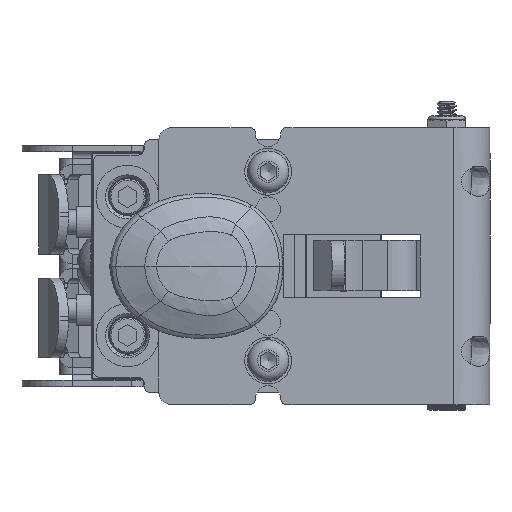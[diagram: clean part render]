
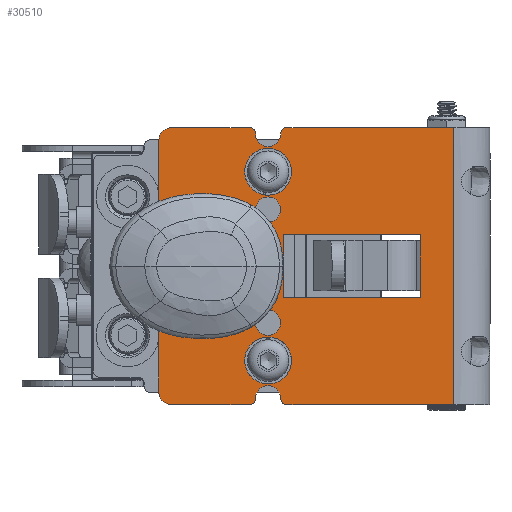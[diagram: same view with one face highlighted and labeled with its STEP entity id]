
A CAD part, left-side view. The second image highlights one B-rep face of the part: STEP entity #30510.
In plain terms, the highlighted planar face has unit normal (-1, 0, 0).
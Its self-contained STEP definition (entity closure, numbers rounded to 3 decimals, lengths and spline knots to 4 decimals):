
#978=FACE_BOUND('',#5389,.T.);
#979=FACE_BOUND('',#5390,.T.);
#980=FACE_BOUND('',#5391,.T.);
#981=FACE_BOUND('',#5392,.T.);
#982=FACE_BOUND('',#5393,.T.);
#983=FACE_BOUND('',#5394,.T.);
#1267=PLANE('',#32355);
#2247=CIRCLE('',#32257,0.0625);
#2268=CIRCLE('',#32280,0.125);
#2269=CIRCLE('',#32282,0.0625);
#2270=CIRCLE('',#32284,0.0625);
#2271=CIRCLE('',#32286,0.125);
#2272=CIRCLE('',#32288,0.0625);
#2273=CIRCLE('',#32291,0.125);
#2274=CIRCLE('',#32294,0.125);
#2275=CIRCLE('',#32297,0.25);
#2276=CIRCLE('',#32299,0.572);
#2277=CIRCLE('',#32301,0.25);
#2308=CIRCLE('',#32348,0.125);
#2309=CIRCLE('',#32350,0.125);
#2310=CIRCLE('',#32352,0.125);
#2311=CIRCLE('',#32354,0.125);
#2312=CIRCLE('',#32356,0.4425);
#3645=FACE_OUTER_BOUND('',#5388,.T.);
#5388=EDGE_LOOP('',(#21211,#21212,#21213,#21214,#21215,#21216,#21217,#21218,
#21219,#21220,#21221,#21222,#21223,#21224,#21225,#21226,#21227,#21228));
#5389=EDGE_LOOP('',(#21229,#21230,#21231,#21232));
#5390=EDGE_LOOP('',(#21233));
#5391=EDGE_LOOP('',(#21234));
#5392=EDGE_LOOP('',(#21235));
#5393=EDGE_LOOP('',(#21236));
#5394=EDGE_LOOP('',(#21237));
#7391=LINE('',#42936,#9599);
#7394=LINE('',#42944,#9602);
#7397=LINE('',#42952,#9605);
#7402=LINE('',#42968,#9610);
#7403=LINE('',#42972,#9611);
#7406=LINE('',#42977,#9614);
#7408=LINE('',#42981,#9616);
#7410=LINE('',#42984,#9618);
#7425=LINE('',#43082,#9633);
#7426=LINE('',#43084,#9634);
#7427=LINE('',#43085,#9635);
#9599=VECTOR('',#35011,0.3937);
#9602=VECTOR('',#35020,0.3937);
#9605=VECTOR('',#35029,0.3937);
#9610=VECTOR('',#35048,0.3937);
#9611=VECTOR('',#35051,0.3937);
#9614=VECTOR('',#35056,0.3937);
#9616=VECTOR('',#35060,0.3937);
#9618=VECTOR('',#35064,0.3937);
#9633=VECTOR('',#35177,0.3937);
#9634=VECTOR('',#35178,0.3937);
#9635=VECTOR('',#35179,0.3937);
#12972=VERTEX_POINT('',#42844);
#12973=VERTEX_POINT('',#42846);
#13004=VERTEX_POINT('',#42912);
#13005=VERTEX_POINT('',#42916);
#13006=VERTEX_POINT('',#42920);
#13007=VERTEX_POINT('',#42921);
#13008=VERTEX_POINT('',#42926);
#13009=VERTEX_POINT('',#42930);
#13010=VERTEX_POINT('',#42934);
#13011=VERTEX_POINT('',#42938);
#13012=VERTEX_POINT('',#42940);
#13013=VERTEX_POINT('',#42946);
#13014=VERTEX_POINT('',#42947);
#13015=VERTEX_POINT('',#42954);
#13016=VERTEX_POINT('',#42956);
#13017=VERTEX_POINT('',#42960);
#13018=VERTEX_POINT('',#42964);
#13019=VERTEX_POINT('',#42970);
#13020=VERTEX_POINT('',#42971);
#13021=VERTEX_POINT('',#42976);
#13022=VERTEX_POINT('',#42980);
#13053=VERTEX_POINT('',#43066);
#13054=VERTEX_POINT('',#43070);
#13055=VERTEX_POINT('',#43074);
#13056=VERTEX_POINT('',#43078);
#13057=VERTEX_POINT('',#43083);
#13058=VERTEX_POINT('',#43086);
#16274=EDGE_CURVE('',#12972,#12973,#2247,.T.);
#16307=EDGE_CURVE('',#13004,#12973,#2268,.T.);
#16309=EDGE_CURVE('',#13004,#13005,#2269,.T.);
#16311=EDGE_CURVE('',#13006,#13007,#2270,.T.);
#16315=EDGE_CURVE('',#13006,#13008,#2271,.T.);
#16317=EDGE_CURVE('',#13009,#13008,#2272,.T.);
#16319=EDGE_CURVE('',#13010,#13009,#7391,.T.);
#16321=EDGE_CURVE('',#13011,#13012,#2273,.T.);
#16323=EDGE_CURVE('',#13007,#13011,#7394,.T.);
#16324=EDGE_CURVE('',#13013,#13014,#2274,.T.);
#16327=EDGE_CURVE('',#13014,#12972,#7397,.T.);
#16329=EDGE_CURVE('',#13015,#13016,#2275,.T.);
#16332=EDGE_CURVE('',#13015,#13017,#2276,.T.);
#16334=EDGE_CURVE('',#13018,#13017,#2277,.T.);
#16335=EDGE_CURVE('',#13018,#13012,#7402,.T.);
#16336=EDGE_CURVE('',#13019,#13020,#7403,.T.);
#16339=EDGE_CURVE('',#13020,#13021,#7406,.T.);
#16341=EDGE_CURVE('',#13021,#13022,#7408,.T.);
#16343=EDGE_CURVE('',#13022,#13019,#7410,.T.);
#16384=EDGE_CURVE('',#13053,#13053,#2308,.T.);
#16386=EDGE_CURVE('',#13054,#13054,#2309,.T.);
#16388=EDGE_CURVE('',#13055,#13055,#2310,.T.);
#16390=EDGE_CURVE('',#13056,#13056,#2311,.T.);
#16392=EDGE_CURVE('',#13013,#13016,#7425,.T.);
#16393=EDGE_CURVE('',#13010,#13057,#7426,.T.);
#16394=EDGE_CURVE('',#13005,#13057,#7427,.T.);
#16395=EDGE_CURVE('',#13058,#13058,#2312,.T.);
#21211=ORIENTED_EDGE('',*,*,#16274,.F.);
#21212=ORIENTED_EDGE('',*,*,#16327,.F.);
#21213=ORIENTED_EDGE('',*,*,#16324,.F.);
#21214=ORIENTED_EDGE('',*,*,#16392,.T.);
#21215=ORIENTED_EDGE('',*,*,#16329,.F.);
#21216=ORIENTED_EDGE('',*,*,#16332,.T.);
#21217=ORIENTED_EDGE('',*,*,#16334,.F.);
#21218=ORIENTED_EDGE('',*,*,#16335,.T.);
#21219=ORIENTED_EDGE('',*,*,#16321,.F.);
#21220=ORIENTED_EDGE('',*,*,#16323,.F.);
#21221=ORIENTED_EDGE('',*,*,#16311,.F.);
#21222=ORIENTED_EDGE('',*,*,#16315,.T.);
#21223=ORIENTED_EDGE('',*,*,#16317,.F.);
#21224=ORIENTED_EDGE('',*,*,#16319,.F.);
#21225=ORIENTED_EDGE('',*,*,#16393,.T.);
#21226=ORIENTED_EDGE('',*,*,#16394,.F.);
#21227=ORIENTED_EDGE('',*,*,#16309,.F.);
#21228=ORIENTED_EDGE('',*,*,#16307,.T.);
#21229=ORIENTED_EDGE('',*,*,#16341,.T.);
#21230=ORIENTED_EDGE('',*,*,#16343,.T.);
#21231=ORIENTED_EDGE('',*,*,#16336,.T.);
#21232=ORIENTED_EDGE('',*,*,#16339,.T.);
#21233=ORIENTED_EDGE('',*,*,#16395,.T.);
#21234=ORIENTED_EDGE('',*,*,#16390,.T.);
#21235=ORIENTED_EDGE('',*,*,#16388,.T.);
#21236=ORIENTED_EDGE('',*,*,#16386,.T.);
#21237=ORIENTED_EDGE('',*,*,#16384,.T.);
#30510=ADVANCED_FACE('',(#3645,#978,#979,#980,#981,#982,#983),#1267,.F.);
#32257=AXIS2_PLACEMENT_3D('',#42847,#34926,#34927);
#32280=AXIS2_PLACEMENT_3D('',#42913,#34984,#34985);
#32282=AXIS2_PLACEMENT_3D('',#42917,#34989,#34990);
#32284=AXIS2_PLACEMENT_3D('',#42922,#34994,#34995);
#32286=AXIS2_PLACEMENT_3D('',#42928,#35001,#35002);
#32288=AXIS2_PLACEMENT_3D('',#42932,#35006,#35007);
#32291=AXIS2_PLACEMENT_3D('',#42941,#35015,#35016);
#32294=AXIS2_PLACEMENT_3D('',#42948,#35023,#35024);
#32297=AXIS2_PLACEMENT_3D('',#42957,#35033,#35034);
#32299=AXIS2_PLACEMENT_3D('',#42962,#35039,#35040);
#32301=AXIS2_PLACEMENT_3D('',#42966,#35044,#35045);
#32348=AXIS2_PLACEMENT_3D('',#43067,#35157,#35158);
#32350=AXIS2_PLACEMENT_3D('',#43071,#35162,#35163);
#32352=AXIS2_PLACEMENT_3D('',#43075,#35167,#35168);
#32354=AXIS2_PLACEMENT_3D('',#43079,#35172,#35173);
#32355=AXIS2_PLACEMENT_3D('',#43081,#35175,#35176);
#32356=AXIS2_PLACEMENT_3D('',#43087,#35180,#35181);
#34926=DIRECTION('center_axis',(1.,0.,0.));
#34927=DIRECTION('ref_axis',(0.,-0.708,0.706));
#34984=DIRECTION('center_axis',(1.,0.,0.));
#34985=DIRECTION('ref_axis',(0.,0.,-1.));
#34989=DIRECTION('center_axis',(1.,0.,0.));
#34990=DIRECTION('ref_axis',(0.,0.708,0.706));
#34994=DIRECTION('center_axis',(1.,0.,0.));
#34995=DIRECTION('ref_axis',(0.,-0.708,-0.706));
#35001=DIRECTION('center_axis',(1.,0.,0.));
#35002=DIRECTION('ref_axis',(0.,0.,-1.));
#35006=DIRECTION('center_axis',(1.,0.,0.));
#35007=DIRECTION('ref_axis',(0.,0.708,-0.706));
#35011=DIRECTION('',(0.,1.,0.));
#35015=DIRECTION('center_axis',(1.,0.,0.));
#35016=DIRECTION('ref_axis',(0.,0.707,-0.707));
#35020=DIRECTION('',(0.,1.,0.));
#35023=DIRECTION('center_axis',(1.,0.,0.));
#35024=DIRECTION('ref_axis',(0.,0.707,0.707));
#35029=DIRECTION('',(0.,-1.,0.));
#35033=DIRECTION('center_axis',(-1.,0.,0.));
#35034=DIRECTION('ref_axis',(0.,-0.914,-0.407));
#35039=DIRECTION('center_axis',(-1.,0.,0.));
#35040=DIRECTION('ref_axis',(0.,-0.525,0.851));
#35044=DIRECTION('center_axis',(-1.,0.,0.));
#35045=DIRECTION('ref_axis',(0.,-0.914,0.407));
#35048=DIRECTION('',(0.,0.,-1.));
#35051=DIRECTION('',(0.,1.,0.));
#35056=DIRECTION('',(0.,0.,1.));
#35060=DIRECTION('',(0.,-1.,0.));
#35064=DIRECTION('',(0.,0.,-1.));
#35157=DIRECTION('center_axis',(1.,0.,0.));
#35158=DIRECTION('ref_axis',(0.,0.,-1.));
#35162=DIRECTION('center_axis',(1.,0.,0.));
#35163=DIRECTION('ref_axis',(0.,0.,-1.));
#35167=DIRECTION('center_axis',(1.,0.,0.));
#35168=DIRECTION('ref_axis',(0.,0.,-1.));
#35172=DIRECTION('center_axis',(1.,0.,0.));
#35173=DIRECTION('ref_axis',(0.,0.,-1.));
#35175=DIRECTION('center_axis',(1.,0.,0.));
#35176=DIRECTION('ref_axis',(0.,1.,0.));
#35177=DIRECTION('',(0.,0.,-1.));
#35178=DIRECTION('',(0.,0.,1.));
#35179=DIRECTION('',(0.,-1.,0.));
#35180=DIRECTION('center_axis',(1.,0.,0.));
#35181=DIRECTION('ref_axis',(0.,0.,-1.));
#42844=CARTESIAN_POINT('',(0.,0.5966,1.375));
#42846=CARTESIAN_POINT('',(0.,0.5341,1.3123));
#42847=CARTESIAN_POINT('Origin',(0.,0.5966,1.3125));
#42912=CARTESIAN_POINT('',(0.,0.2841,1.3123));
#42913=CARTESIAN_POINT('Origin',(0.,0.4091,1.312));
#42916=CARTESIAN_POINT('',(0.,0.2216,1.375));
#42917=CARTESIAN_POINT('Origin',(0.,0.2216,1.3125));
#42920=CARTESIAN_POINT('',(0.,0.5341,-1.3123));
#42921=CARTESIAN_POINT('',(0.,0.5966,-1.375));
#42922=CARTESIAN_POINT('Origin',(0.,0.5966,-1.3125));
#42926=CARTESIAN_POINT('',(0.,0.2841,-1.3123));
#42928=CARTESIAN_POINT('Origin',(0.,0.4091,-1.312));
#42930=CARTESIAN_POINT('',(0.,0.2216,-1.375));
#42932=CARTESIAN_POINT('Origin',(0.,0.2216,-1.3125));
#42934=CARTESIAN_POINT('',(0.,-1.4349,-1.375));
#42936=CARTESIAN_POINT('',(0.,-1.7935,-1.375));
#42938=CARTESIAN_POINT('',(0.,1.3685,-1.375));
#42940=CARTESIAN_POINT('',(0.,1.4935,-1.25));
#42941=CARTESIAN_POINT('Origin',(0.,1.3685,-1.25));
#42944=CARTESIAN_POINT('',(0.,-1.7935,-1.375));
#42946=CARTESIAN_POINT('',(0.,1.4935,1.25));
#42947=CARTESIAN_POINT('',(0.,1.3685,1.375));
#42948=CARTESIAN_POINT('Origin',(0.,1.3685,1.25));
#42952=CARTESIAN_POINT('',(0.,1.7935,1.375));
#42954=CARTESIAN_POINT('',(0.,1.5762,0.4251));
#42956=CARTESIAN_POINT('',(0.,1.4935,0.6108));
#42957=CARTESIAN_POINT('Origin',(0.,1.7435,0.6108));
#42960=CARTESIAN_POINT('',(0.,1.5762,-0.4251));
#42962=CARTESIAN_POINT('Origin',(0.,1.1934,0.));
#42964=CARTESIAN_POINT('',(0.,1.4935,-0.6108));
#42966=CARTESIAN_POINT('Origin',(0.,1.7435,-0.6108));
#42968=CARTESIAN_POINT('',(0.,1.4935,-0.6875));
#42970=CARTESIAN_POINT('',(0.,-1.1015,-0.3125));
#42971=CARTESIAN_POINT('',(0.,0.261,-0.3125));
#42972=CARTESIAN_POINT('',(0.,-0.5507,-0.3125));
#42976=CARTESIAN_POINT('',(0.,0.261,0.3125));
#42977=CARTESIAN_POINT('',(0.,0.261,-0.1563));
#42980=CARTESIAN_POINT('',(0.,-1.1015,0.3125));
#42981=CARTESIAN_POINT('',(0.,0.1305,0.3125));
#42984=CARTESIAN_POINT('',(0.,-1.1015,0.1563));
#43066=CARTESIAN_POINT('',(0.,0.4091,-0.437));
#43067=CARTESIAN_POINT('Origin',(0.,0.4091,-0.562));
#43070=CARTESIAN_POINT('',(0.,0.4091,1.062));
#43071=CARTESIAN_POINT('Origin',(0.,0.4091,0.937));
#43074=CARTESIAN_POINT('',(0.,0.4091,0.687));
#43075=CARTESIAN_POINT('Origin',(0.,0.4091,0.562));
#43078=CARTESIAN_POINT('',(0.,0.4091,-0.812));
#43079=CARTESIAN_POINT('Origin',(0.,0.4091,-0.937));
#43081=CARTESIAN_POINT('Origin',(0.,0.,0.));
#43082=CARTESIAN_POINT('',(0.,1.4935,0.2435));
#43083=CARTESIAN_POINT('',(0.,-1.4349,1.375));
#43084=CARTESIAN_POINT('',(0.,-1.4349,0.6875));
#43085=CARTESIAN_POINT('',(0.,1.7935,1.375));
#43086=CARTESIAN_POINT('',(0.,1.1508,0.4425));
#43087=CARTESIAN_POINT('Origin',(0.,1.1508,0.));
